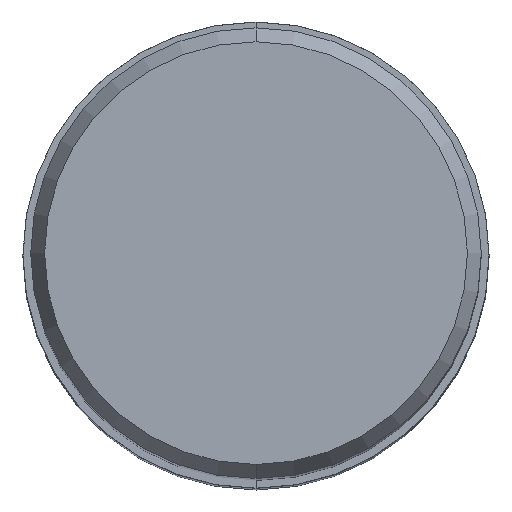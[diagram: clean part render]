
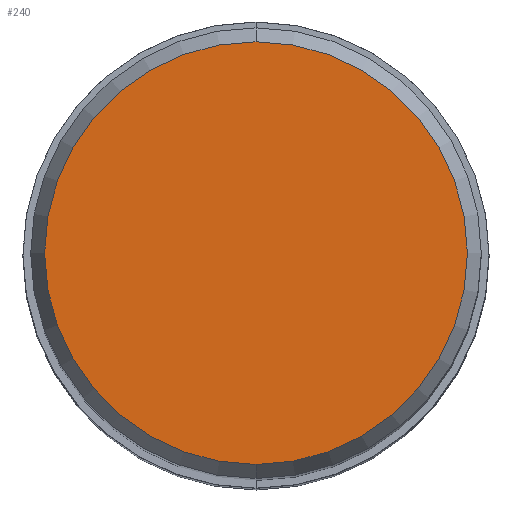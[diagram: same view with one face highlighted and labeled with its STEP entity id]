
A CAD part, top view. The second image highlights one B-rep face of the part: STEP entity #240.
In plain terms, the highlighted planar face has unit normal (0, 0, 1).
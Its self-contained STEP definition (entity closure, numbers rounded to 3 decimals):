
#198=EDGE_CURVE('',#242,#250,#388,.T.);
#214=EDGE_CURVE('',#250,#242,#406,.T.);
#240=ADVANCED_FACE('',(#435),#436,.T.);
#242=VERTEX_POINT('',#438);
#250=VERTEX_POINT('',#447);
#388=CIRCLE('',#606,10.425);
#406=CIRCLE('',#628,10.425);
#435=FACE_OUTER_BOUND('',#666,.T.);
#436=PLANE('',#667);
#438=CARTESIAN_POINT('',(0.,-10.425,0.01));
#447=CARTESIAN_POINT('',(0.0,10.425,0.01));
#606=AXIS2_PLACEMENT_3D('',#850,#851,#852);
#628=AXIS2_PLACEMENT_3D('',#873,#874,#875);
#666=EDGE_LOOP('',(#904,#905));
#667=AXIS2_PLACEMENT_3D('',#906,#907,#908);
#850=CARTESIAN_POINT('',(0.0,0.0,0.01));
#851=DIRECTION('',(0.0,0.0,-1.0));
#852=DIRECTION('',(0.0,1.0,0.0));
#873=CARTESIAN_POINT('',(0.0,0.0,0.01));
#874=DIRECTION('',(0.0,0.0,-1.0));
#875=DIRECTION('',(0.0,1.0,0.0));
#904=ORIENTED_EDGE('',*,*,#214,.F.);
#905=ORIENTED_EDGE('',*,*,#198,.F.);
#906=CARTESIAN_POINT('',(0.0,5.212,0.01));
#907=DIRECTION('',(-0.0,0.0,1.0));
#908=DIRECTION('',(0.0,-1.0,0.0));
